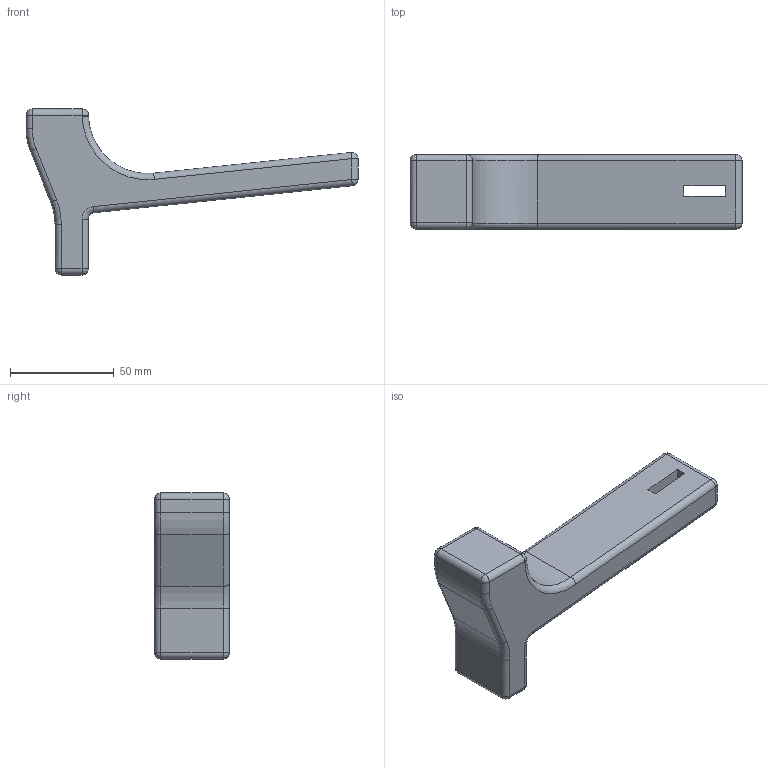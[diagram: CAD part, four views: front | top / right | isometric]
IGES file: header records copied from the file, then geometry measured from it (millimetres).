
Global section: file name: 3D-Entretoise Cox; native system: AutoCAD 2018 - Français (French),; preprocessor: Autodesk Translation Framework DWG producer (atf_dwg_producer); author: SEBASTIEN BOUTET; organization: unknown; date: 20190606.112707; units: millimetre
Bounding box: 160 x 36 x 80 mm (x, y, z)
Volume: 142140.7 mm3; surface area: 23568 mm2
Topology: 1 solids, 1 shells, 66 faces, 140 edges, 76 vertices
Faces by surface type: bspline 66
